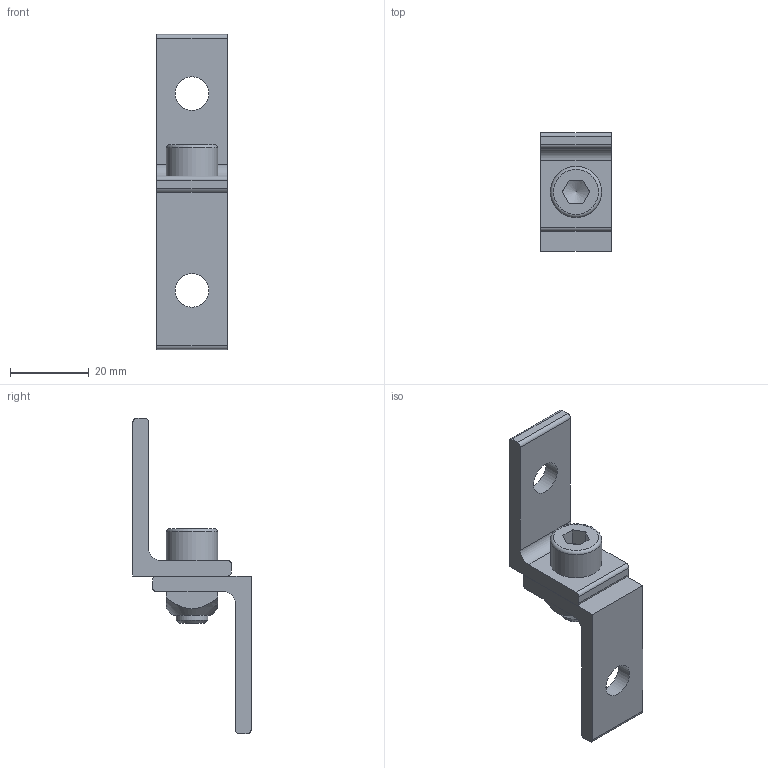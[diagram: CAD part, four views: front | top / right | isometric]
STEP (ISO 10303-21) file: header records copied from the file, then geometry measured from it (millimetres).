
FILE_DESCRIPTION((''),'2;1');
FILE_NAME('534020.ipt.stp','2010-09-05T12:22:49',(''),(''),'Autodesk Inventor 2010','Autodesk Inventor 2010','');
FILE_SCHEMA(('AUTOMOTIVE_DESIGN { 1 0 10303 214 1 1 1 1 }'));
Length unit declared in the file: millimetre
Products named in the file (1): 534020
Bounding box: 18 x 30 x 80 mm (x, y, z)
Volume: 10280.3 mm3; surface area: 7191.4 mm2
Topology: 4 solids, 4 shells, 53 faces, 133 edges, 89 vertices
Faces by surface type: plane 31, cylinder 12, bspline 6, cone 3, torus 1
Full cylindrical faces by diameter (mm): 8 x1, 13 x1
Entity records: 1680 total; most frequent: CARTESIAN_POINT 399, DIRECTION 238, ORIENTED_EDGE 228, EDGE_CURVE 114, AXIS2_PLACEMENT_3D 86, VERTEX_POINT 82, EDGE_LOOP 76, VECTOR 66
